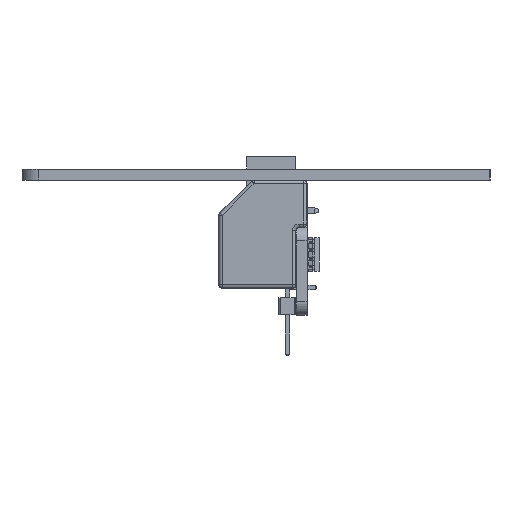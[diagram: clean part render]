
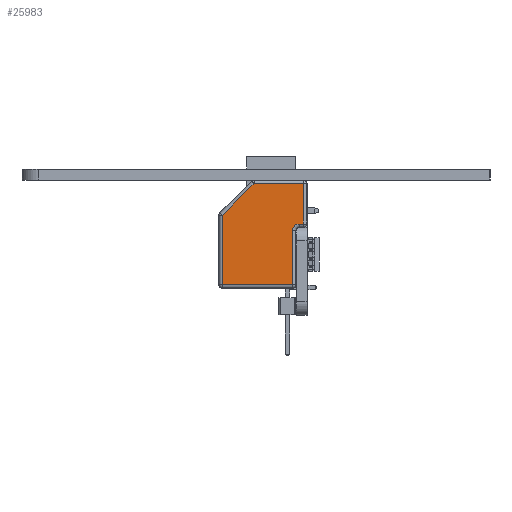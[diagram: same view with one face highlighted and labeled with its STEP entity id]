
A CAD part, left-side view. The second image highlights one B-rep face of the part: STEP entity #25983.
In plain terms, the highlighted planar face has unit normal (-1, 0, 0).
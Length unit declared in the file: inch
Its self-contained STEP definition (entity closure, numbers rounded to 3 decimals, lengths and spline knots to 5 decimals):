
#442=CIRCLE('',#26970,0.03937);
#1627=PLANE('',#26969);
#2901=FACE_OUTER_BOUND('',#4390,.T.);
#4390=EDGE_LOOP('',(#23705,#23706,#23707,#23708,#23709,#23710,#23711,#23712));
#6778=LINE('',#48717,#9126);
#6779=LINE('',#48721,#9127);
#6780=LINE('',#48723,#9128);
#6781=LINE('',#48725,#9129);
#6782=LINE('',#48727,#9130);
#6783=LINE('',#48729,#9131);
#6784=LINE('',#48730,#9132);
#9126=VECTOR('',#31048,0.03937);
#9127=VECTOR('',#31051,0.03937);
#9128=VECTOR('',#31052,0.03937);
#9129=VECTOR('',#31053,0.03937);
#9130=VECTOR('',#31054,0.03937);
#9131=VECTOR('',#31055,0.03937);
#9132=VECTOR('',#31056,0.03937);
#12743=VERTEX_POINT('',#48715);
#12744=VERTEX_POINT('',#48716);
#12745=VERTEX_POINT('',#48718);
#12746=VERTEX_POINT('',#48720);
#12747=VERTEX_POINT('',#48722);
#12748=VERTEX_POINT('',#48724);
#12749=VERTEX_POINT('',#48726);
#12750=VERTEX_POINT('',#48728);
#16412=EDGE_CURVE('',#12743,#12744,#6778,.T.);
#16413=EDGE_CURVE('',#12744,#12745,#442,.T.);
#16414=EDGE_CURVE('',#12745,#12746,#6779,.T.);
#16415=EDGE_CURVE('',#12746,#12747,#6780,.T.);
#16416=EDGE_CURVE('',#12747,#12748,#6781,.T.);
#16417=EDGE_CURVE('',#12748,#12749,#6782,.T.);
#16418=EDGE_CURVE('',#12749,#12750,#6783,.T.);
#16419=EDGE_CURVE('',#12750,#12743,#6784,.T.);
#23705=ORIENTED_EDGE('',*,*,#16412,.T.);
#23706=ORIENTED_EDGE('',*,*,#16413,.T.);
#23707=ORIENTED_EDGE('',*,*,#16414,.T.);
#23708=ORIENTED_EDGE('',*,*,#16415,.T.);
#23709=ORIENTED_EDGE('',*,*,#16416,.T.);
#23710=ORIENTED_EDGE('',*,*,#16417,.T.);
#23711=ORIENTED_EDGE('',*,*,#16418,.T.);
#23712=ORIENTED_EDGE('',*,*,#16419,.T.);
#25983=ADVANCED_FACE('',(#2901),#1627,.F.);
#26969=AXIS2_PLACEMENT_3D('',#48714,#31046,#31047);
#26970=AXIS2_PLACEMENT_3D('',#48719,#31049,#31050);
#31046=DIRECTION('center_axis',(1.,0.,0.));
#31047=DIRECTION('ref_axis',(0.,-1.,0.));
#31048=DIRECTION('',(0.,1.,0.));
#31049=DIRECTION('center_axis',(1.,0.,0.));
#31050=DIRECTION('ref_axis',(0.,0.,-1.));
#31051=DIRECTION('',(0.,0.,1.));
#31052=DIRECTION('',(0.,1.,0.));
#31053=DIRECTION('',(0.,0.,-1.));
#31054=DIRECTION('',(0.,-0.707,-0.707));
#31055=DIRECTION('',(0.,-1.,0.));
#31056=DIRECTION('',(0.,0.,1.));
#48714=CARTESIAN_POINT('Origin',(-0.11811,0.,0.));
#48715=CARTESIAN_POINT('',(-0.11811,-0.33465,-0.01969));
#48716=CARTESIAN_POINT('',(-0.11811,-0.01969,-0.01969));
#48717=CARTESIAN_POINT('',(-0.11811,-0.33465,-0.01969));
#48718=CARTESIAN_POINT('',(-0.11811,0.01969,0.01969));
#48719=CARTESIAN_POINT('Origin',(-0.11811,-0.01969,
0.01969));
#48720=CARTESIAN_POINT('',(-0.11811,0.01969,0.04331));
#48721=CARTESIAN_POINT('',(-0.11811,0.01969,0.01969));
#48722=CARTESIAN_POINT('',(-0.11811,0.25591,0.04331));
#48723=CARTESIAN_POINT('',(-0.11811,0.01969,0.04331));
#48724=CARTESIAN_POINT('',(-0.11811,0.25591,-0.24381));
#48725=CARTESIAN_POINT('',(-0.11811,0.25591,0.04331));
#48726=CARTESIAN_POINT('',(-0.11811,0.07059,-0.42913));
#48727=CARTESIAN_POINT('',(-0.11811,0.25591,-0.24381));
#48728=CARTESIAN_POINT('',(-0.11811,-0.33465,-0.42913));
#48729=CARTESIAN_POINT('',(-0.11811,0.07059,-0.42913));
#48730=CARTESIAN_POINT('',(-0.11811,-0.33465,-0.42913));
